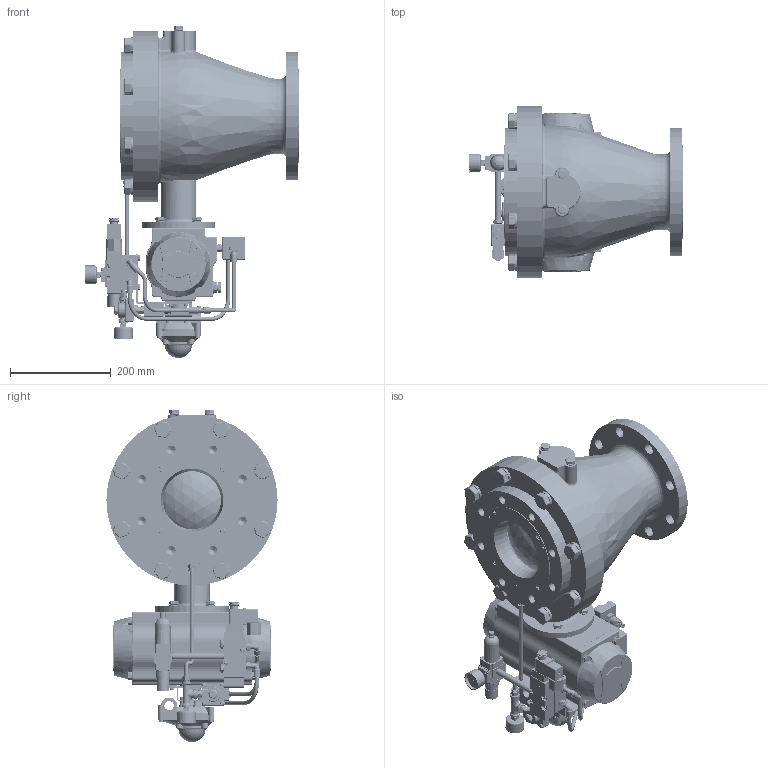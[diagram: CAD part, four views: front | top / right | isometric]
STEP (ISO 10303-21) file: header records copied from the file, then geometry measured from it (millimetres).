
FILE_DESCRIPTION((''),'2;1');
FILE_NAME('ASBV-1000-125A.stp','2014-03-31T13:01:59',('Administrator'),(''),'Autodesk Inventor 2009','Autodesk Inventor 2009','');
FILE_SCHEMA(('AUTOMOTIVE_DESIGN { 1 0 10303 214 1 1 1 1 }'));
Length unit declared in the file: millimetre
Products named in the file (58): 125A domevalve assy-140321; body-한화용 수정 130715; guide bushing 140128; SEAT RING GUIDE 140130; flange140130; SEAT RING 140130; seat 140130; 125A ball pad-140210; ball140204; shaft top 140320; top guide ring -140321; G260 ORING; bottom shaft-140321; p-49 오링-125A; SPRING PIN 12-60-125; p40-125a; G50; botttom plate; m10-25L-125a; m10 spring washer; m20-55-125; m20 spring washer; hp115d-125; apl-210-braket-125; 메카니컬 캠-125; apl-210-125; braket-125; 메커니컬밸브-125; 메카니컬 밸브 커버-125; sol-block-125; solvalve-125; solvalvebody; sol-nut; oring; solcoil-1; ㅡ5-30-125; m6 -15-125; m5-35-125; m5 spring washer-125; m5-20-125 ...
Assembly tree (121 placements, depth 3):
  125A domevalve assy-140321
    body-한화용 수정 130715
    guide bushing 140128  x2
    SEAT RING GUIDE 140130
    flange140130
    SEAT RING 140130
    seat 140130
    125A ball pad-140210
    ball140204
    shaft top 140320
    top guide ring -140321
    G260 ORING
    bottom shaft-140321
    p-49 오링-125A  x4
    SPRING PIN 12-60-125  x2
    p40-125a  x4
    G50
    botttom plate
    m10-25L-125a  x6
    m10 spring washer  x6
    m20-55-125  x8
    m20 spring washer  x8
    hp115d-125
    apl-210-braket-125
    메카니컬 캠-125
    apl-210-125
    braket-125
    메커니컬밸브-125
    메카니컬 밸브 커버-125
    sol-block-125
    solvalve-125
      solvalvebody
      sol-nut
      oring  x2
      solcoil-1
    ㅡ5-30-125  x2
    m6 -15-125  x6
    m5-35-125  x2
    m5 spring washer-125  x6
    m5-20-125  x4
    m6 spring washer-125  x4
    lanch m6-15-125  x4
    단닛블-육각-125  x3
    PITTING L-8-125  x3
    AQ-2000-125  x2
    스피드 컨트롤러-125
    8MM pittingipt-125  x3
    티이-125
    사이렌셔-125  x4
    gage-125
    y fitting-125
    tube-01-125
    tube-02-125
    pipe-125
    smc-aw-20-125
    tube-03-125
    tube-04-125
    tube-06-125
Bounding box: 425.1 x 340 x 659.33 mm (x, y, z)
Volume: 14602514.6 mm3; surface area: 1978688.9 mm2
Topology: 123 solids, 125 shells, 5581 faces, 13666 edges, 8376 vertices
Faces by surface type: plane 2755, cylinder 1256, bspline 868, torus 277, sphere 233, cone 192
Full cylindrical faces by diameter (mm): 2 x4, 2.5 x1, 3 x5, 4 x9, 4.134 x1, 4.5 x2, 5 x11, 5.5 x2, 6 x31, 6.5 x1, 7 x3, 7.5 x1, 8 x39, 9 x5, 9.1 x1, 9.5 x1, 10 x36, 10.1 x1, 10.566 x2, 11 x10, 11.5 x2, 11.922 x1, 12 x12, 12.5 x1, 12.649 x3, 12.877 x3, 13 x22, 13.5 x5, 13.829 x4, 14 x9
Entity records: 147264 total; most frequent: CARTESIAN_POINT 48910, ORIENTED_EDGE 19376, DIRECTION 19109, EDGE_CURVE 9688, AXIS2_PLACEMENT_3D 6694, VERTEX_POINT 6509, VECTOR 5721, LINE 5721
